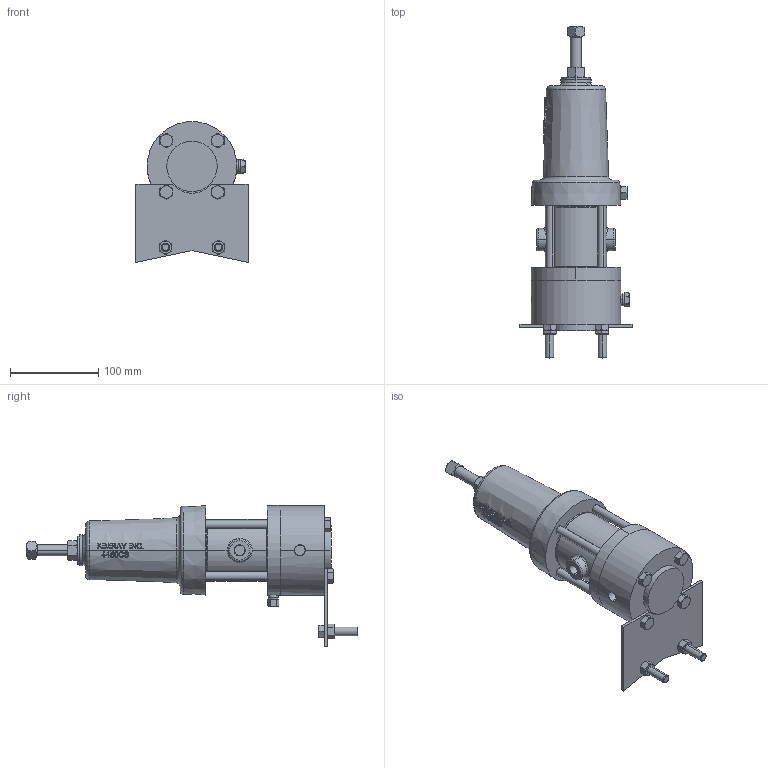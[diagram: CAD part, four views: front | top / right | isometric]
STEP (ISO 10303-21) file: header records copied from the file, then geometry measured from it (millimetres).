
FILE_DESCRIPTION (( 'STEP AP203' ), '1' );
FILE_NAME ('150 PG IA (AFZ).STEP', '2016-04-07T15:12:06', ( 'PCTech' ), ( 'Microsoft' ), 'SwSTEP 2.0', 'SolidWorks 2015', '' );
FILE_SCHEMA (( 'CONFIG_CONTROL_DESIGN' ));
Length unit declared in the file: inch
Products named in the file (1): 150 PG IA (AFZ)
Bounding box: 127 x 376.03 x 159.83 mm (x, y, z)
Volume: 1552087.4 mm3; surface area: 135985.8 mm2
Topology: 1 solids, 1 shells, 587 faces, 1448 edges, 920 vertices
Faces by surface type: plane 282, cone 153, bspline 78, cylinder 64, torus 10
Entity records: 22191 total; most frequent: CARTESIAN_POINT 9421, ORIENTED_EDGE 2896, DIRECTION 2227, EDGE_CURVE 1448, VERTEX_POINT 920, AXIS2_PLACEMENT_3D 867, EDGE_LOOP 652, ADVANCED_FACE 587
